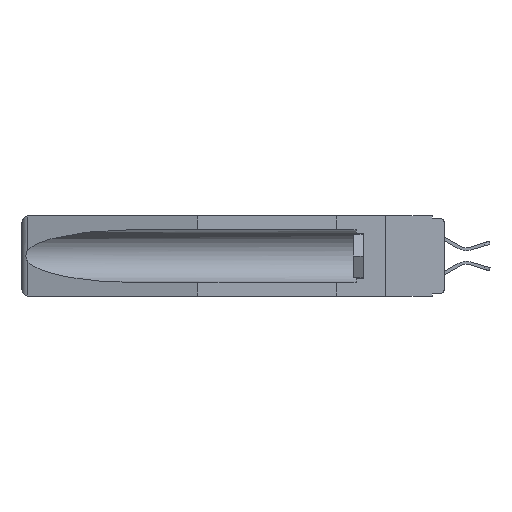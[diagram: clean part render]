
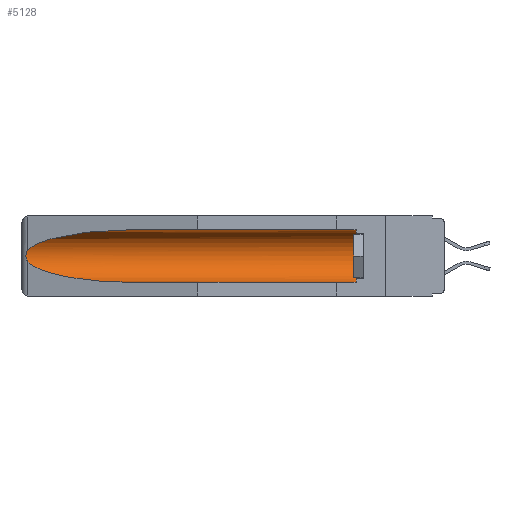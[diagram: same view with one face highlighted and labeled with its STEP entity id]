
A CAD part, left-side view. The second image highlights one B-rep face of the part: STEP entity #5128.
In plain terms, the highlighted cylindrical face has radius 2.857 mm (diameter 5.715 mm), a partial arc.
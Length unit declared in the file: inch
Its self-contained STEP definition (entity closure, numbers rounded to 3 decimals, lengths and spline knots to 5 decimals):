
#39 = CARTESIAN_POINT ( 'NONE',  ( 0.155, 1.07973, -0.059 ) ) ;
#95 = CARTESIAN_POINT ( 'NONE',  ( 0.26655, 1.53094, -0.18657 ) ) ;
#452 = CARTESIAN_POINT ( 'NONE',  ( 0.2675, 1.53308, -0.16763 ) ) ;
#702 = EDGE_CURVE ( 'NONE', #1882, #5840, #9073, .T. ) ;
#1108 =( BOUNDED_CURVE ( )  B_SPLINE_CURVE ( 3, ( #10115, #16077, #19110, #17641 ),
 .UNSPECIFIED., .F., .T. ) 
 B_SPLINE_CURVE_WITH_KNOTS ( ( 4, 4 ),
 ( 0.1948, 1.5708 ),
 .UNSPECIFIED. ) 
 CURVE ( )  GEOMETRIC_REPRESENTATION_ITEM ( )  RATIONAL_B_SPLINE_CURVE ( ( 1., 0.848, 0.848, 1. ) ) 
 REPRESENTATION_ITEM ( '' )  );
#1213 = ORIENTED_EDGE ( 'NONE', *, *, #7164, .F. ) ;
#1626 = DIRECTION ( 'NONE',  ( 0., 1., 0. ) ) ;
#1882 = VERTEX_POINT ( 'NONE', #14479 ) ;
#2151 = EDGE_CURVE ( 'NONE', #6723, #16867, #6544, .T. ) ;
#2472 = CARTESIAN_POINT ( 'NONE',  ( 0.155, 0.126, -0.1715 ) ) ;
#3006 = CARTESIAN_POINT ( 'NONE',  ( 0.26537, 1.52718, -0.19328 ) ) ;
#3039 = LINE ( 'NONE', #8855, #13008 ) ;
#3728 = CARTESIAN_POINT ( 'NONE',  ( 0.25451, 1.48313, -0.09465 ) ) ;
#5128 = ADVANCED_FACE ( 'NONE', ( #15061 ), #8899, .F. ) ;
#5239 = AXIS2_PLACEMENT_3D ( 'NONE', #14867, #1626, #5810 ) ;
#5810 = DIRECTION ( 'NONE',  ( 0., 0., 1. ) ) ;
#5840 = VERTEX_POINT ( 'NONE', #8535 ) ;
#6019 = CARTESIAN_POINT ( 'NONE',  ( 0.2675, 1.53308, -0.17534 ) ) ;
#6378 = CARTESIAN_POINT ( 'NONE',  ( 0.26654, 1.53092, -0.15636 ) ) ;
#6544 = LINE ( 'NONE', #8066, #12153 ) ;
#6723 = VERTEX_POINT ( 'NONE', #7407 ) ;
#6916 = CARTESIAN_POINT ( 'NONE',  ( 0.21114, 1.30732, -0.059 ) ) ;
#7164 = EDGE_CURVE ( 'NONE', #15412, #9501, #3039, .T. ) ;
#7407 = CARTESIAN_POINT ( 'NONE',  ( 0.155, 0.126, -0.059 ) ) ;
#8024 = ORIENTED_EDGE ( 'NONE', *, *, #702, .T. ) ;
#8066 = CARTESIAN_POINT ( 'NONE',  ( 0.155, -0.30754, -0.059 ) ) ;
#8083 = ORIENTED_EDGE ( 'NONE', *, *, #13957, .T. ) ;
#8364 = CARTESIAN_POINT ( 'NONE',  ( 0.26537, 1.52718, -0.14972 ) ) ;
#8389 = ORIENTED_EDGE ( 'NONE', *, *, #12622, .T. ) ;
#8535 = CARTESIAN_POINT ( 'NONE',  ( 0.26537, 1.52718, -0.19328 ) ) ;
#8855 = CARTESIAN_POINT ( 'NONE',  ( 0.155, -0.30754, -0.284 ) ) ;
#8899 = CYLINDRICAL_SURFACE ( 'NONE', #5239, 0.1125 ) ;
#9073 = B_SPLINE_CURVE_WITH_KNOTS ( 'NONE', 3,
 ( #10481, #14885, #6378, #10846, #452, #6019, #15073, #95, #17911, #3006 ),
 .UNSPECIFIED., .F., .F.,
 ( 4, 2, 2, 2, 4 ),
 ( 0., 0.00029, 0.00058, 0.00087, 0.00117 ),
 .UNSPECIFIED. ) ;
#9407 = AXIS2_PLACEMENT_3D ( 'NONE', #2472, #11207, #9535 ) ;
#9501 = VERTEX_POINT ( 'NONE', #16148 ) ;
#9535 = DIRECTION ( 'NONE',  ( 0., 0., 1. ) ) ;
#10115 = CARTESIAN_POINT ( 'NONE',  ( 0.26537, 1.52718, -0.19328 ) ) ;
#10481 = CARTESIAN_POINT ( 'NONE',  ( 0.26537, 1.52718, -0.14972 ) ) ;
#10846 = CARTESIAN_POINT ( 'NONE',  ( 0.2673, 1.5327, -0.16383 ) ) ;
#11207 = DIRECTION ( 'NONE',  ( 0., -1., 0. ) ) ;
#12153 = VECTOR ( 'NONE', #16900, 39.37008 ) ;
#12391 = EDGE_LOOP ( 'NONE', ( #8389, #8024, #15479, #1213, #8083, #18001 ) ) ;
#12484 = CARTESIAN_POINT ( 'NONE',  ( 0.155, 1.07973, -0.059 ) ) ;
#12622 = EDGE_CURVE ( 'NONE', #16867, #1882, #13046, .T. ) ;
#13008 = VECTOR ( 'NONE', #16479, 39.37008 ) ;
#13046 =( BOUNDED_CURVE ( )  B_SPLINE_CURVE ( 3, ( #12484, #6916, #3728, #8364 ),
 .UNSPECIFIED., .F., .T. ) 
 B_SPLINE_CURVE_WITH_KNOTS ( ( 4, 4 ),
 ( 4.71239, 6.08839 ),
 .UNSPECIFIED. ) 
 CURVE ( )  GEOMETRIC_REPRESENTATION_ITEM ( )  RATIONAL_B_SPLINE_CURVE ( ( 1., 0.848, 0.848, 1. ) ) 
 REPRESENTATION_ITEM ( '' )  );
#13957 = EDGE_CURVE ( 'NONE', #15412, #6723, #15652, .T. ) ;
#14479 = CARTESIAN_POINT ( 'NONE',  ( 0.26537, 1.52718, -0.14972 ) ) ;
#14867 = CARTESIAN_POINT ( 'NONE',  ( 0.155, -0.30754, -0.1715 ) ) ;
#14885 = CARTESIAN_POINT ( 'NONE',  ( 0.26597, 1.52961, -0.15275 ) ) ;
#15061 = FACE_OUTER_BOUND ( 'NONE', #12391, .T. ) ;
#15073 = CARTESIAN_POINT ( 'NONE',  ( 0.2673, 1.53269, -0.17917 ) ) ;
#15412 = VERTEX_POINT ( 'NONE', #16094 ) ;
#15479 = ORIENTED_EDGE ( 'NONE', *, *, #18568, .T. ) ;
#15652 = CIRCLE ( 'NONE', #9407, 0.1125 ) ;
#16077 = CARTESIAN_POINT ( 'NONE',  ( 0.25451, 1.48313, -0.24835 ) ) ;
#16094 = CARTESIAN_POINT ( 'NONE',  ( 0.155, 0.126, -0.284 ) ) ;
#16148 = CARTESIAN_POINT ( 'NONE',  ( 0.155, 1.07973, -0.284 ) ) ;
#16479 = DIRECTION ( 'NONE',  ( 0., 1., 0. ) ) ;
#16867 = VERTEX_POINT ( 'NONE', #39 ) ;
#16900 = DIRECTION ( 'NONE',  ( 0., 1., 0. ) ) ;
#17641 = CARTESIAN_POINT ( 'NONE',  ( 0.155, 1.07973, -0.284 ) ) ;
#17911 = CARTESIAN_POINT ( 'NONE',  ( 0.26597, 1.5296, -0.19026 ) ) ;
#18001 = ORIENTED_EDGE ( 'NONE', *, *, #2151, .T. ) ;
#18568 = EDGE_CURVE ( 'NONE', #5840, #9501, #1108, .T. ) ;
#19110 = CARTESIAN_POINT ( 'NONE',  ( 0.21114, 1.30732, -0.284 ) ) ;
